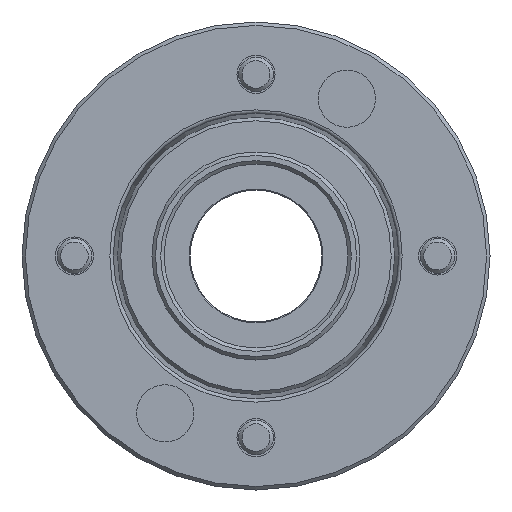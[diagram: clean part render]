
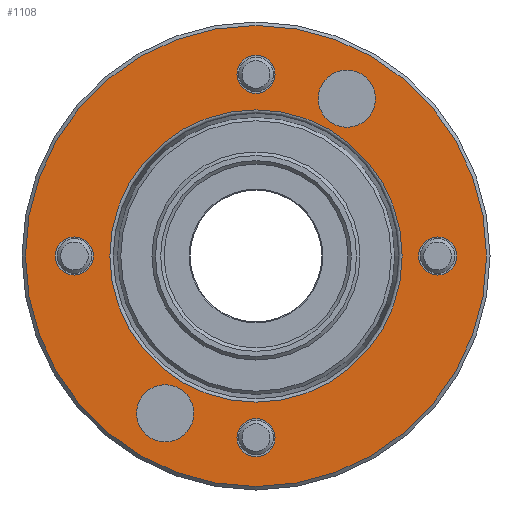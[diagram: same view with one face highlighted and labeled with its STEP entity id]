
A CAD part, left-side view. The second image highlights one B-rep face of the part: STEP entity #1108.
In plain terms, the highlighted planar face has unit normal (-1, 0, 0).
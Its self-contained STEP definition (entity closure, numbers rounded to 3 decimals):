
#95 = CARTESIAN_POINT ( 'NONE',  ( 0., 52.4, -5.5 ) ) ;
#222 = CARTESIAN_POINT ( 'NONE',  ( 0., -52.4, -5.5 ) ) ;
#322 = EDGE_CURVE ( 'NONE', #4784, #4784, #3168, .T. ) ;
#381 = ORIENTED_EDGE ( 'NONE', *, *, #6208, .T. ) ;
#391 = ORIENTED_EDGE ( 'NONE', *, *, #2686, .T. ) ;
#696 = CIRCLE ( 'NONE', #2666, 66.5 ) ;
#742 = EDGE_LOOP ( 'NONE', ( #3151 ) ) ;
#771 = EDGE_CURVE ( 'NONE', #2614, #2614, #3050, .T. ) ;
#862 = CARTESIAN_POINT ( 'NONE',  ( 0., 67.5, 0. ) ) ;
#886 = EDGE_CURVE ( 'NONE', #5801, #5801, #993, .T. ) ;
#993 = CIRCLE ( 'NONE', #2239, 42.164 ) ;
#1108 = ADVANCED_FACE ( 'NONE', ( #1548, #1474, #3627, #1394, #1938, #4509, #6396, #4172 ), #5528, .F. ) ;
#1152 = CARTESIAN_POINT ( 'NONE',  ( 0., 0., -42.164 ) ) ;
#1227 = CIRCLE ( 'NONE', #4224, 5.5 ) ;
#1284 = CARTESIAN_POINT ( 'NONE',  ( 0., 0., -66.5 ) ) ;
#1325 = DIRECTION ( 'NONE',  ( 1., 0., 0. ) ) ;
#1363 = DIRECTION ( 'NONE',  ( 0., 0., 1. ) ) ;
#1394 = FACE_BOUND ( 'NONE', #3797, .T. ) ;
#1474 = FACE_BOUND ( 'NONE', #2322, .T. ) ;
#1548 = FACE_BOUND ( 'NONE', #742, .T. ) ;
#1580 = CARTESIAN_POINT ( 'NONE',  ( 0., 0., 46.9 ) ) ;
#1666 = AXIS2_PLACEMENT_3D ( 'NONE', #5974, #1325, #3434 ) ;
#1740 = DIRECTION ( 'NONE',  ( 0., 0., -1. ) ) ;
#1822 = DIRECTION ( 'NONE',  ( 0., 0., -1. ) ) ;
#1841 = DIRECTION ( 'NONE',  ( 1., 0., 0. ) ) ;
#1847 = CARTESIAN_POINT ( 'NONE',  ( 0., 0., 0. ) ) ;
#1909 = VERTEX_POINT ( 'NONE', #4142 ) ;
#1938 = FACE_BOUND ( 'NONE', #3315, .T. ) ;
#2129 = EDGE_CURVE ( 'NONE', #4906, #4906, #1227, .T. ) ;
#2165 = DIRECTION ( 'NONE',  ( 0., 0., 1. ) ) ;
#2167 = DIRECTION ( 'NONE',  ( -1., 0., 0. ) ) ;
#2175 = CARTESIAN_POINT ( 'NONE',  ( 0., 26.2, -45.38 ) ) ;
#2239 = AXIS2_PLACEMENT_3D ( 'NONE', #1847, #1841, #1822 ) ;
#2322 = EDGE_LOOP ( 'NONE', ( #2951 ) ) ;
#2346 = AXIS2_PLACEMENT_3D ( 'NONE', #5127, #5133, #5136 ) ;
#2614 = VERTEX_POINT ( 'NONE', #4815 ) ;
#2666 = AXIS2_PLACEMENT_3D ( 'NONE', #5143, #5707, #3083 ) ;
#2686 = EDGE_CURVE ( 'NONE', #5925, #5925, #696, .T. ) ;
#2745 = CARTESIAN_POINT ( 'NONE',  ( 0., -52.4, 0. ) ) ;
#2747 = DIRECTION ( 'NONE',  ( 0., 0., -1. ) ) ;
#2779 = DIRECTION ( 'NONE',  ( 1., 0., 0. ) ) ;
#2870 = ORIENTED_EDGE ( 'NONE', *, *, #771, .F. ) ;
#2916 = ORIENTED_EDGE ( 'NONE', *, *, #322, .T. ) ;
#2951 = ORIENTED_EDGE ( 'NONE', *, *, #5330, .T. ) ;
#3050 = CIRCLE ( 'NONE', #6595, 8.25 ) ;
#3067 = EDGE_LOOP ( 'NONE', ( #6102 ) ) ;
#3083 = DIRECTION ( 'NONE',  ( 0., 0., -1. ) ) ;
#3122 = CIRCLE ( 'NONE', #3246, 5.5 ) ;
#3151 = ORIENTED_EDGE ( 'NONE', *, *, #5477, .F. ) ;
#3168 = CIRCLE ( 'NONE', #2346, 5.5 ) ;
#3187 = EDGE_LOOP ( 'NONE', ( #2916 ) ) ;
#3246 = AXIS2_PLACEMENT_3D ( 'NONE', #4472, #6417, #1740 ) ;
#3315 = EDGE_LOOP ( 'NONE', ( #2870 ) ) ;
#3323 = EDGE_LOOP ( 'NONE', ( #391 ) ) ;
#3434 = DIRECTION ( 'NONE',  ( 0., 0., -1. ) ) ;
#3541 = AXIS2_PLACEMENT_3D ( 'NONE', #862, #6571, #5822 ) ;
#3627 = FACE_BOUND ( 'NONE', #6302, .T. ) ;
#3797 = EDGE_LOOP ( 'NONE', ( #381 ) ) ;
#4038 = CARTESIAN_POINT ( 'NONE',  ( 0., -26.2, 45.38 ) ) ;
#4142 = CARTESIAN_POINT ( 'NONE',  ( 0., -26.2, 53.63 ) ) ;
#4172 = FACE_OUTER_BOUND ( 'NONE', #3323, .T. ) ;
#4224 = AXIS2_PLACEMENT_3D ( 'NONE', #2745, #2779, #2747 ) ;
#4472 = CARTESIAN_POINT ( 'NONE',  ( 0., 0., -52.4 ) ) ;
#4509 = FACE_BOUND ( 'NONE', #3187, .T. ) ;
#4646 = VERTEX_POINT ( 'NONE', #6581 ) ;
#4742 = CIRCLE ( 'NONE', #1666, 5.5 ) ;
#4745 = AXIS2_PLACEMENT_3D ( 'NONE', #4038, #6019, #1363 ) ;
#4784 = VERTEX_POINT ( 'NONE', #95 ) ;
#4815 = CARTESIAN_POINT ( 'NONE',  ( 0., 26.2, -37.13 ) ) ;
#4906 = VERTEX_POINT ( 'NONE', #222 ) ;
#5127 = CARTESIAN_POINT ( 'NONE',  ( 0., 52.4, 0. ) ) ;
#5133 = DIRECTION ( 'NONE',  ( 1., 0., 0. ) ) ;
#5136 = DIRECTION ( 'NONE',  ( 0., 0., -1. ) ) ;
#5143 = CARTESIAN_POINT ( 'NONE',  ( 0., 0., 0. ) ) ;
#5330 = EDGE_CURVE ( 'NONE', #4646, #4646, #3122, .T. ) ;
#5477 = EDGE_CURVE ( 'NONE', #1909, #1909, #6598, .T. ) ;
#5528 = PLANE ( 'NONE',  #3541 ) ;
#5707 = DIRECTION ( 'NONE',  ( -1., 0., 0. ) ) ;
#5746 = ORIENTED_EDGE ( 'NONE', *, *, #2129, .T. ) ;
#5801 = VERTEX_POINT ( 'NONE', #1152 ) ;
#5822 = DIRECTION ( 'NONE',  ( 0., 0., -1. ) ) ;
#5925 = VERTEX_POINT ( 'NONE', #1284 ) ;
#5974 = CARTESIAN_POINT ( 'NONE',  ( 0., 0., 52.4 ) ) ;
#6019 = DIRECTION ( 'NONE',  ( -1., 0., 0. ) ) ;
#6102 = ORIENTED_EDGE ( 'NONE', *, *, #886, .T. ) ;
#6208 = EDGE_CURVE ( 'NONE', #6243, #6243, #4742, .T. ) ;
#6243 = VERTEX_POINT ( 'NONE', #1580 ) ;
#6302 = EDGE_LOOP ( 'NONE', ( #5746 ) ) ;
#6396 = FACE_BOUND ( 'NONE', #3067, .T. ) ;
#6417 = DIRECTION ( 'NONE',  ( 1., 0., 0. ) ) ;
#6571 = DIRECTION ( 'NONE',  ( 1., 0., 0. ) ) ;
#6581 = CARTESIAN_POINT ( 'NONE',  ( 0., 0., -57.9 ) ) ;
#6595 = AXIS2_PLACEMENT_3D ( 'NONE', #2175, #2167, #2165 ) ;
#6598 = CIRCLE ( 'NONE', #4745, 8.25 ) ;
